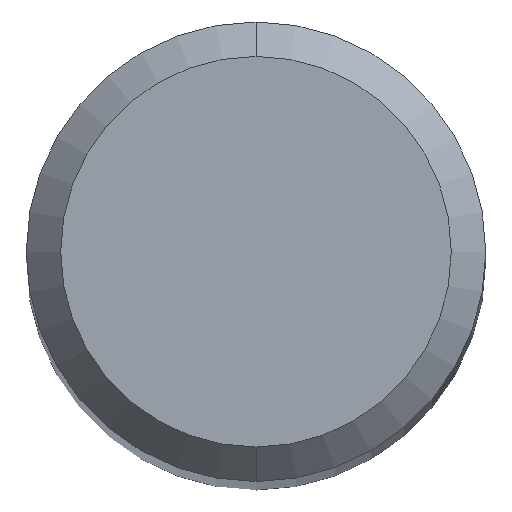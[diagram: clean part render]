
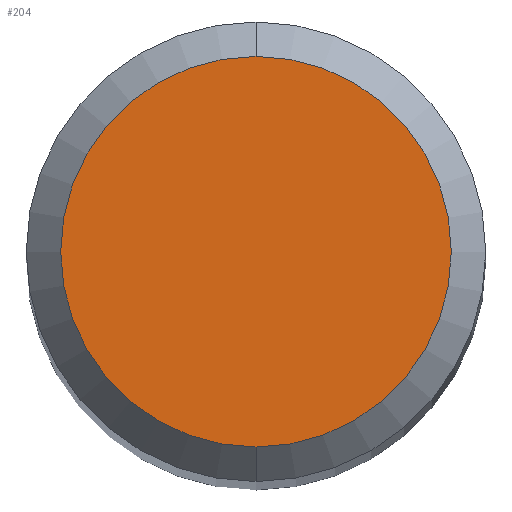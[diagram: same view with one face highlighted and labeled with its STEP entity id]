
A CAD part, top view. The second image highlights one B-rep face of the part: STEP entity #204.
In plain terms, the highlighted planar face has unit normal (0, 0, 1).
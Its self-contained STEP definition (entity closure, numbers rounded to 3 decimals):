
#112=VERTEX_POINT('',#265);
#126=VERTEX_POINT('',#281);
#170=EDGE_CURVE('',#126,#112,#329,.T.);
#192=EDGE_CURVE('',#112,#126,#352,.T.);
#204=ADVANCED_FACE('',(#366),#367,.T.);
#265=CARTESIAN_POINT('',(0.,-1.7,0.0));
#281=CARTESIAN_POINT('',(0.0,1.7,0.0));
#329=CIRCLE('',#514,1.7);
#352=CIRCLE('',#546,1.7);
#366=FACE_OUTER_BOUND('',#562,.T.);
#367=PLANE('',#563);
#514=AXIS2_PLACEMENT_3D('',#685,#686,#687);
#546=AXIS2_PLACEMENT_3D('',#710,#711,#712);
#562=EDGE_LOOP('',(#733,#734));
#563=AXIS2_PLACEMENT_3D('',#735,#736,#737);
#685=CARTESIAN_POINT('',(0.0,0.0,0.0));
#686=DIRECTION('',(0.0,0.0,-1.0));
#687=DIRECTION('',(0.0,1.0,0.0));
#710=CARTESIAN_POINT('',(0.0,0.0,0.0));
#711=DIRECTION('',(0.0,0.0,-1.0));
#712=DIRECTION('',(0.0,1.0,0.0));
#733=ORIENTED_EDGE('',*,*,#170,.F.);
#734=ORIENTED_EDGE('',*,*,#192,.F.);
#735=CARTESIAN_POINT('',(0.0,0.85,0.0));
#736=DIRECTION('',(-0.0,0.0,1.0));
#737=DIRECTION('',(0.0,-1.0,0.0));
